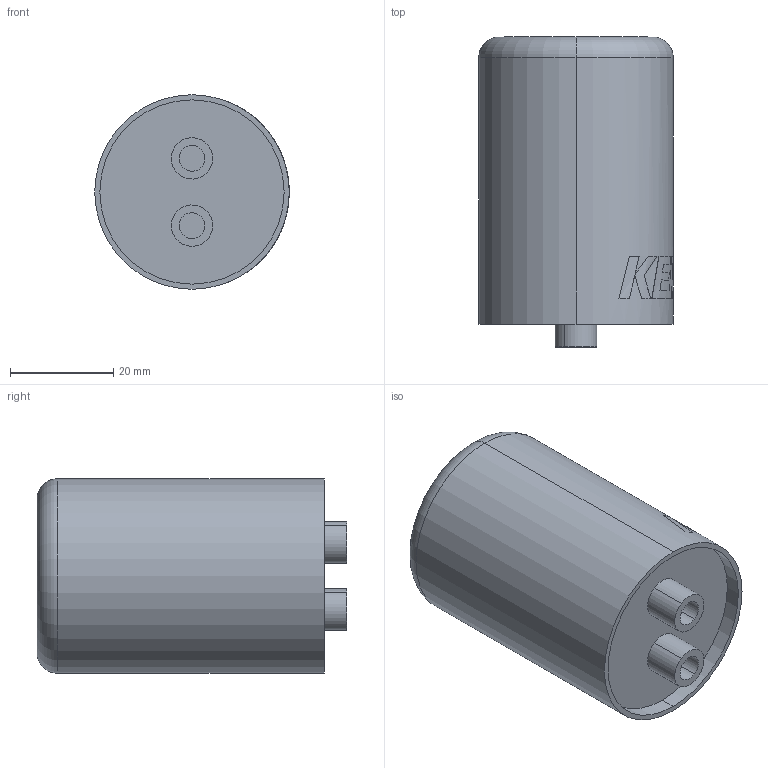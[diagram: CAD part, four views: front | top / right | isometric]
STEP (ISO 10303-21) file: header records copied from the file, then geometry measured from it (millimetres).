
FILE_DESCRIPTION (( 'STEP AP214' ), '1' );
FILE_NAME ('CARC_D37.6L52.5S13T4.4.STEP', '2016-08-02T16:54:14', ( '' ), ( '' ), 'SwSTEP 2.0', 'SolidWorks 2014', '' );
FILE_SCHEMA (( 'AUTOMOTIVE_DESIGN' ));
Length unit declared in the file: millimetre
Products named in the file (3): CARC_D37.6L52.5S13T4.4; Can_Round_1; Round_Terminal
Assembly tree (3 placements, depth 2):
  CARC_D37.6L52.5S13T4.4
    Can_Round_1
    Round_Terminal  x2
Bounding box: 37.6 x 59.9 x 37.6 mm (x, y, z)
Volume: 58704.1 mm3; surface area: 9631.4 mm2
Topology: 3 solids, 3 shells, 77 faces, 199 edges, 132 vertices
Faces by surface type: plane 30, bspline 30, cylinder 15, torus 2
Entity records: 2548 total; most frequent: CARTESIAN_POINT 871, ORIENTED_EDGE 374, DIRECTION 236, EDGE_CURVE 187, VERTEX_POINT 124, AXIS2_PLACEMENT_3D 113, B_SPLINE_CURVE_WITH_KNOTS 111, EDGE_LOOP 77
